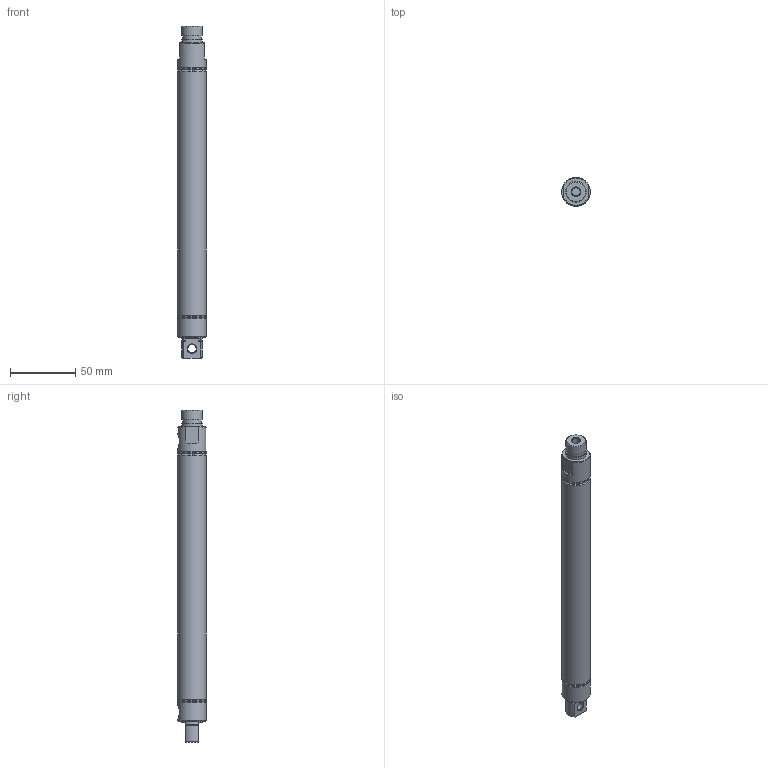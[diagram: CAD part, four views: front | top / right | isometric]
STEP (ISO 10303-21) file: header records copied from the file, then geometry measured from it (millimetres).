
FILE_DESCRIPTION(/* description */ ('STEP AP214'),/* implementation_level */ '2;1');
FILE_NAME(/* name */ '6248f2bccd349e5e6e0b9ab1',/* time_stamp */ '2022-04-03T01:05:00+00:00',/* author */ (''),/* organization */ (''),/* preprocessor_version */ 'ST-DEVELOPER v18.101',/* originating_system */ ' ',/* authorisation */ ' ');
FILE_SCHEMA (('AUTOMOTIVE_DESIGN {1 0 10303 214 3 1 1}'));
Length unit declared in the file: metre
Products named in the file (1): NCME075-0600.step_NCM-Body_075E
Bounding box: 21.84 x 21.84 x 254.76 mm (x, y, z)
Volume: 40515.1 mm3; surface area: 29571.8 mm2
Topology: 1 solids, 1 shells, 64 faces, 145 edges, 94 vertices
Faces by surface type: plane 28, cylinder 20, cone 16
Full cylindrical faces by diameter (mm): 6.35 x1, 6.375 x1, 10.3 x2, 14 x1, 15.85 x1, 15.875 x2, 19.05 x1, 20.32 x2, 21.844 x5
Entity records: 1698 total; most frequent: CARTESIAN_POINT 351, DIRECTION 284, ORIENTED_EDGE 224, AXIS2_PLACEMENT_3D 125, EDGE_CURVE 112, EDGE_LOOP 104, FACE_BOUND 104, VERTEX_POINT 86
